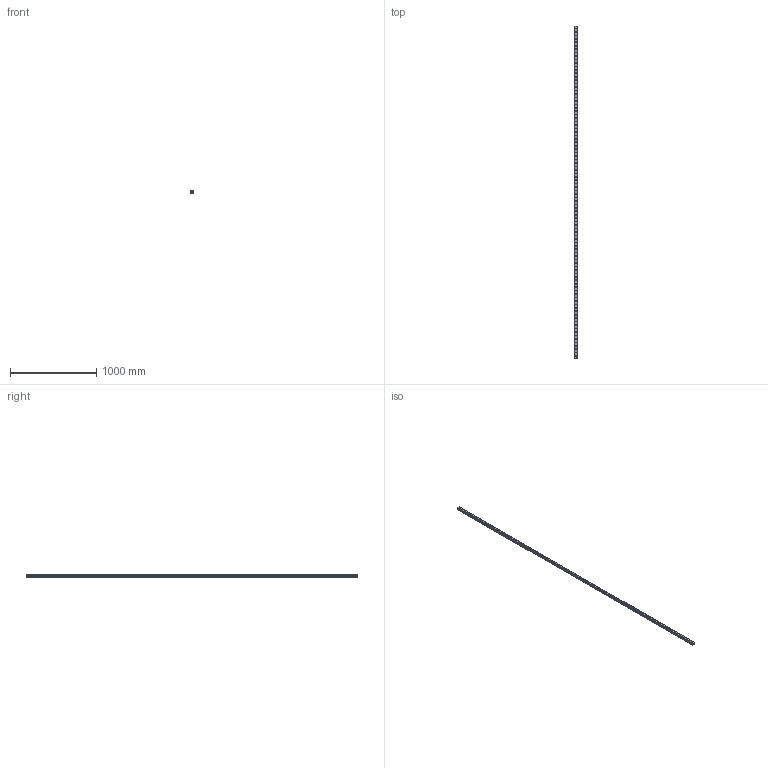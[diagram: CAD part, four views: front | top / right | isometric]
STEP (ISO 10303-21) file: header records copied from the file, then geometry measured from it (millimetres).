
FILE_DESCRIPTION(('STEP AP214'),'1');
FILE_NAME('cctmp_022EAB92-90BE-44F7-972A-934F0D06F4E3_2021_03_11_16_18_12_0417..stp','2021-03-11T15:18:12',('HIWIN GmbH'),('CADClick - www.CADClick.com'),'Spatial InterOp 3D',' ','unknown authorization');
FILE_SCHEMA(('AUTOMOTIVE_DESIGN'));
Length unit declared in the file: millimetre
Products named in the file (1): RGR30R3850H_FILE
Bounding box: 28 x 3850 x 28 mm (x, y, z)
Volume: 2210046.4 mm3; surface area: 570381.8 mm2
Topology: 1 solids, 1 shells, 979 faces, 2055 edges, 1370 vertices
Faces by surface type: cylinder 594, plane 385
Entity records: 34593 total; most frequent: DIRECTION 5203, CARTESIAN_POINT 4405, ORIENTED_EDGE 4110, AXIS2_PLACEMENT_3D 2168, EDGE_CURVE 2055, VERTEX_POINT 1370, EDGE_LOOP 1271, CIRCLE 1188
